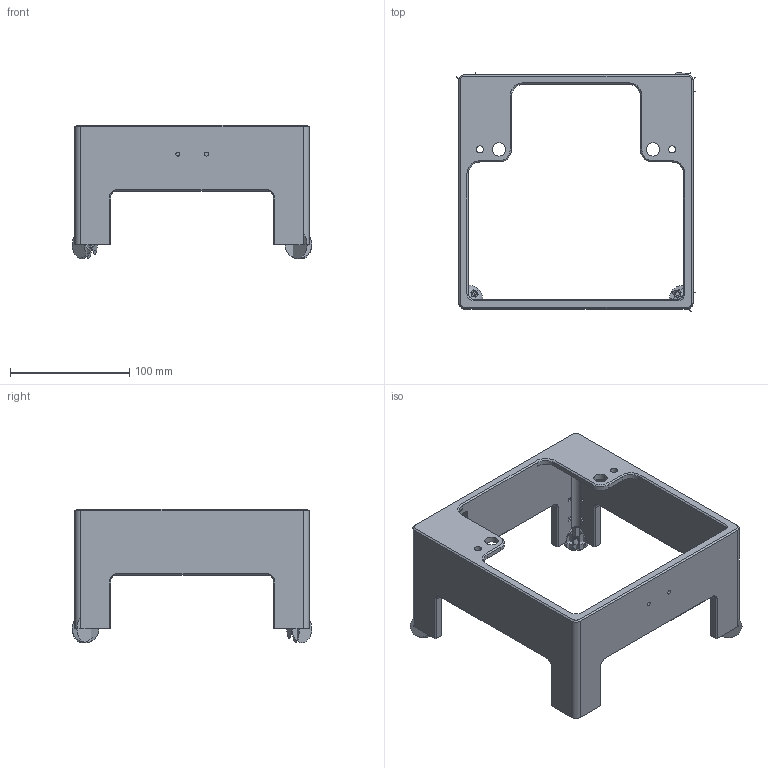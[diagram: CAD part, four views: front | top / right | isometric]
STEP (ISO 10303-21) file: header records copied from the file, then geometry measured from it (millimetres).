
FILE_DESCRIPTION(('FreeCAD Model'),'2;1');
FILE_NAME('Open CASCADE Shape Model','2023-05-27T11:09:59',('Author'),( ''),'Open CASCADE STEP processor 7.5','FreeCAD','Unknown');
FILE_SCHEMA(('AUTOMOTIVE_DESIGN { 1 0 10303 214 1 1 1 1 }'));
Length unit declared in the file: millimetre
Products named in the file (1): frame.half.top
Bounding box: 200.45 x 200.45 x 111.67 mm (x, y, z)
Surface area: 128919.7 mm2 (no closed solid volume)
Topology: 0 solids, 1 shells, 221 faces, 710 edges, 437 vertices
Faces by surface type: plane 144, cylinder 45, cone 28, sphere 4
Full cylindrical faces by diameter (mm): 3.4 x10, 6 x2, 11.2 x2, 24 x1
Entity records: 15810 total; most frequent: CARTESIAN_POINT 3493, DIRECTION 2116, LINE 1175, VECTOR 1175, ORIENTED_EDGE 1146, PCURVE 1146, DEFINITIONAL_REPRESENTATION 1146, EDGE_CURVE 573
